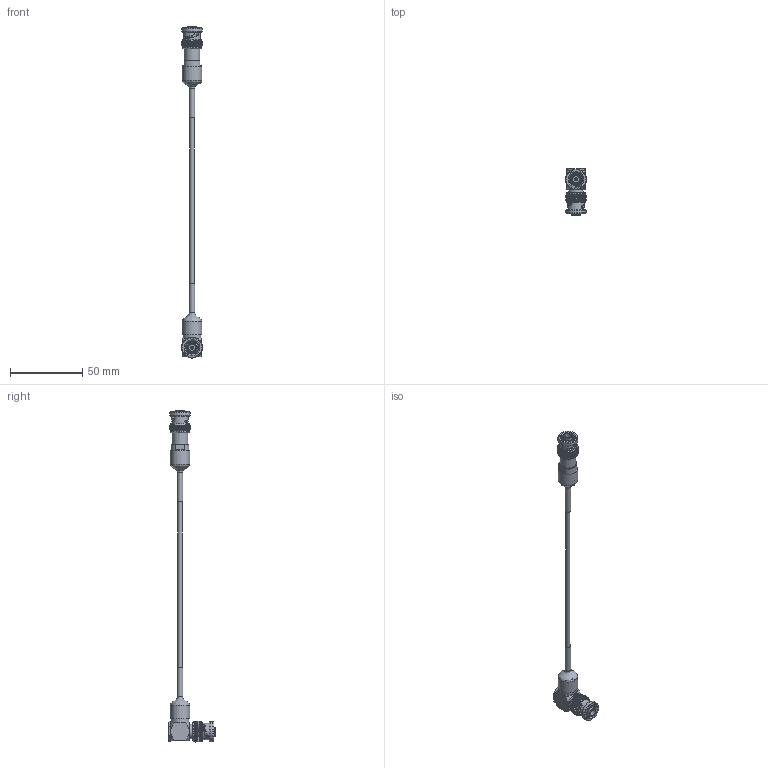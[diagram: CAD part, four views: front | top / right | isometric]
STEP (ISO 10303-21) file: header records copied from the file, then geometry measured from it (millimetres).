
FILE_DESCRIPTION (( 'STEP AP203' ), '1' );
FILE_NAME ('PE3W11297-HS_3D.step', '2021-11-04T20:19:26', ( '' ), ( '' ), 'SwSTEP 2.0', 'SolidWorks 2021', '' );
FILE_SCHEMA (( 'CONFIG_CONTROL_DESIGN' ));
Length unit declared in the file: inch
Products named in the file (5): Heat Shrink Boot^PE3W11297-HS; RG174AU^PE3W11297-HS_RG174A-U; PE3W11297-HS_3D; PE4494^PE3W11297-HS; PE4710^PE3W11297-HS
Assembly tree (5 placements, depth 2):
  PE3W11297-HS_3D
    RG174AU^PE3W11297-HS_RG174A-U
    PE4494^PE3W11297-HS
    PE4710^PE3W11297-HS
    Heat Shrink Boot^PE3W11297-HS  x2
Bounding box: 14.46 x 32.42 x 230.45 mm (x, y, z)
Volume: 14026.8 mm3; surface area: 10452.7 mm2
Topology: 5 solids, 5 shells, 922 faces, 2102 edges, 1215 vertices
Faces by surface type: plane 369, cone 295, cylinder 217, bspline 26, torus 15
Full cylindrical faces by diameter (mm): 1.334 x2, 2.054 x2, 2.129 x2, 2.794 x1, 2.997 x1, 3 x1, 3.81 x2, 4.879 x2, 6.25 x2, 7.877 x2, 8.569 x2, 9.157 x1, 9.395 x2, 10.083 x1, 10.199 x1, 10.82 x1, 11.176 x1, 11.328 x1, 11.395 x2, 12.192 x1, 12.5 x1, 13.38 x4, 13.516 x2, 13.922 x2
Entity records: 29450 total; most frequent: CARTESIAN_POINT 9578, ORIENTED_EDGE 4048, DIRECTION 3940, EDGE_CURVE 2024, AXIS2_PLACEMENT_3D 1660, VERTEX_POINT 1192, EDGE_LOOP 1002, FACE_OUTER_BOUND 958
